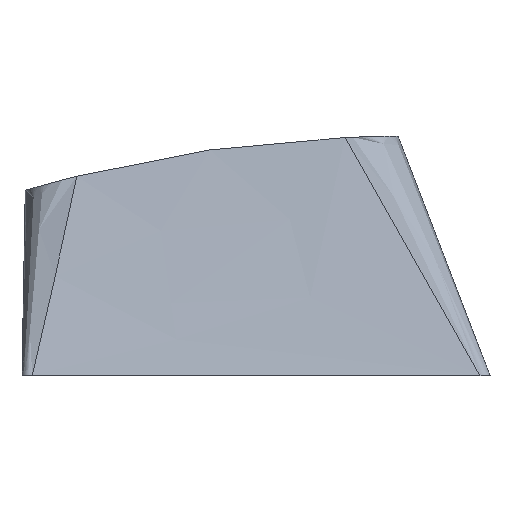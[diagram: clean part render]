
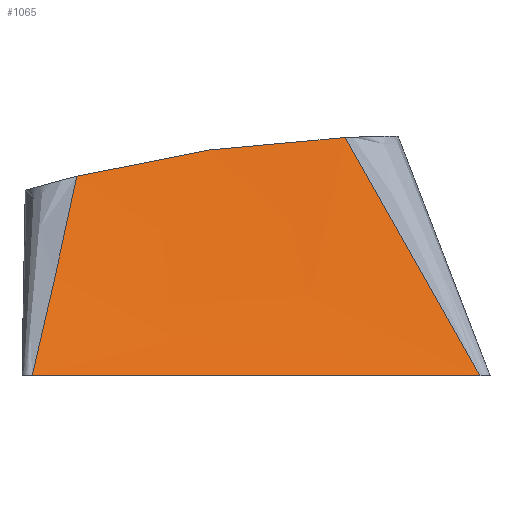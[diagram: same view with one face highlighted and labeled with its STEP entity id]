
A CAD part, left-side view. The second image highlights one B-rep face of the part: STEP entity #1065.
In plain terms, the highlighted free-form (B-spline) face has degree [3, 3] with [4, 4] control points.
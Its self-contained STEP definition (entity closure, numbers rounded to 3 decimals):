
#45=B_SPLINE_SURFACE_WITH_KNOTS('',3,3,((#2227,#2228,#2229,#2230),(#2231,
#2232,#2233,#2234),(#2235,#2236,#2237,#2238),(#2239,#2240,#2241,#2242)),
 .UNSPECIFIED.,.F.,.F.,.F.,(4,4),(4,4),(0.022,0.978),
(0.,1.),.UNSPECIFIED.);
#72=B_SPLINE_CURVE_WITH_KNOTS('',3,(#1803,#1804,#1805,#1806,#1807,#1808),
 .UNSPECIFIED.,.F.,.F.,(4,2,4),(0.208,0.705,0.736),
 .UNSPECIFIED.);
#73=B_SPLINE_CURVE_WITH_KNOTS('',3,(#1810,#1811,#1812,#1813),
 .UNSPECIFIED.,.F.,.F.,(4,4),(0.736,1.264),
 .UNSPECIFIED.);
#80=B_SPLINE_CURVE_WITH_KNOTS('',3,(#1941,#1942,#1943,#1944,#1945,#1946,
#1947,#1948),.UNSPECIFIED.,.F.,.F.,(4,1,1,1,1,4),(0.001,
0.205,0.41,0.662,0.819,
0.883),.UNSPECIFIED.);
#83=B_SPLINE_CURVE_WITH_KNOTS('',3,(#2085,#2086,#2087,#2088,#2089,#2090,
#2091),.UNSPECIFIED.,.F.,.F.,(4,1,1,1,4),(-0.069,0.,0.234,
0.536,1.058),.UNSPECIFIED.);
#158=FACE_OUTER_BOUND('',#222,.T.);
#222=EDGE_LOOP('',(#784,#785,#786,#787,#788));
#300=LINE('',#2243,#382);
#382=VECTOR('',#1313,10.);
#477=VERTEX_POINT('',#1789);
#478=VERTEX_POINT('',#1802);
#479=VERTEX_POINT('',#1809);
#485=VERTEX_POINT('',#1928);
#486=VERTEX_POINT('',#2012);
#587=EDGE_CURVE('',#477,#478,#72,.T.);
#588=EDGE_CURVE('',#478,#479,#73,.T.);
#597=EDGE_CURVE('',#485,#477,#80,.T.);
#600=EDGE_CURVE('',#479,#486,#83,.T.);
#605=EDGE_CURVE('',#485,#486,#300,.T.);
#784=ORIENTED_EDGE('',*,*,#597,.F.);
#785=ORIENTED_EDGE('',*,*,#605,.T.);
#786=ORIENTED_EDGE('',*,*,#600,.F.);
#787=ORIENTED_EDGE('',*,*,#588,.F.);
#788=ORIENTED_EDGE('',*,*,#587,.F.);
#1065=ADVANCED_FACE('',(#158),#45,.T.);
#1313=DIRECTION('',(0.,-1.,0.));
#1789=CARTESIAN_POINT('',(3.359,16.07,7.749));
#1802=CARTESIAN_POINT('',(3.477,10.898,8.772));
#1803=CARTESIAN_POINT('Ctrl Pts',(3.359,16.07,7.749));
#1804=CARTESIAN_POINT('Ctrl Pts',(3.437,14.466,8.153));
#1805=CARTESIAN_POINT('Ctrl Pts',(3.473,12.841,8.48));
#1806=CARTESIAN_POINT('Ctrl Pts',(3.477,11.101,8.743));
#1807=CARTESIAN_POINT('Ctrl Pts',(3.477,10.999,8.758));
#1808=CARTESIAN_POINT('Ctrl Pts',(3.477,10.898,8.772));
#1809=CARTESIAN_POINT('',(3.381,5.637,9.258));
#1810=CARTESIAN_POINT('Ctrl Pts',(3.477,10.898,8.772));
#1811=CARTESIAN_POINT('Ctrl Pts',(3.477,9.154,9.025));
#1812=CARTESIAN_POINT('Ctrl Pts',(3.442,7.397,9.187));
#1813=CARTESIAN_POINT('Ctrl Pts',(3.381,5.637,9.258));
#1928=CARTESIAN_POINT('',(0.,17.801,0.));
#1941=CARTESIAN_POINT('Ctrl Pts',(0.,17.801,
0.));
#1942=CARTESIAN_POINT('Ctrl Pts',(0.266,17.66,0.595));
#1943=CARTESIAN_POINT('Ctrl Pts',(0.797,17.381,1.787));
#1944=CARTESIAN_POINT('Ctrl Pts',(1.644,16.94,3.72));
#1945=CARTESIAN_POINT('Ctrl Pts',(2.42,16.543,5.52));
#1946=CARTESIAN_POINT('Ctrl Pts',(3.008,16.246,6.911));
#1947=CARTESIAN_POINT('Ctrl Pts',(3.28,16.11,7.561));
#1948=CARTESIAN_POINT('Ctrl Pts',(3.359,16.07,7.749));
#2012=CARTESIAN_POINT('',(0.,0.396,0.));
#2085=CARTESIAN_POINT('Ctrl Pts',(3.381,5.637,9.258));
#2086=CARTESIAN_POINT('Ctrl Pts',(3.31,5.529,9.072));
#2087=CARTESIAN_POINT('Ctrl Pts',(3.,5.053,8.248));
#2088=CARTESIAN_POINT('Ctrl Pts',(2.386,4.107,6.598));
#2089=CARTESIAN_POINT('Ctrl Pts',(1.324,2.463,3.702));
#2090=CARTESIAN_POINT('Ctrl Pts',(0.511,1.195,1.437));
#2091=CARTESIAN_POINT('Ctrl Pts',(0.,0.396,
0.));
#2227=CARTESIAN_POINT('Ctrl Pts',(3.477,3.961,9.777));
#2228=CARTESIAN_POINT('Ctrl Pts',(2.318,2.773,6.518));
#2229=CARTESIAN_POINT('Ctrl Pts',(1.159,1.585,3.259));
#2230=CARTESIAN_POINT('Ctrl Pts',(0.,0.396,
0.));
#2231=CARTESIAN_POINT('Ctrl Pts',(3.477,8.585,9.107));
#2232=CARTESIAN_POINT('Ctrl Pts',(2.318,7.789,6.071));
#2233=CARTESIAN_POINT('Ctrl Pts',(1.159,6.994,3.036));
#2234=CARTESIAN_POINT('Ctrl Pts',(0.,6.198,
0.));
#2235=CARTESIAN_POINT('Ctrl Pts',(3.477,13.209,8.438));
#2236=CARTESIAN_POINT('Ctrl Pts',(2.318,12.806,5.625));
#2237=CARTESIAN_POINT('Ctrl Pts',(1.159,12.403,2.813));
#2238=CARTESIAN_POINT('Ctrl Pts',(0.,12.,
0.));
#2239=CARTESIAN_POINT('Ctrl Pts',(3.477,17.832,7.768));
#2240=CARTESIAN_POINT('Ctrl Pts',(2.318,17.822,5.179));
#2241=CARTESIAN_POINT('Ctrl Pts',(1.159,17.812,2.589));
#2242=CARTESIAN_POINT('Ctrl Pts',(0.,17.801,
0.));
#2243=CARTESIAN_POINT('',(0.,18.2,0.));
